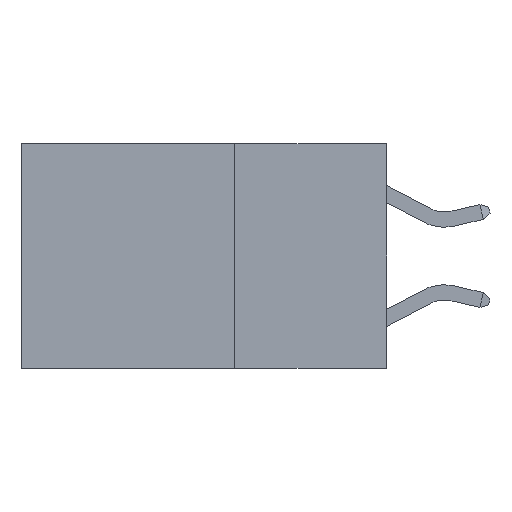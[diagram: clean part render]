
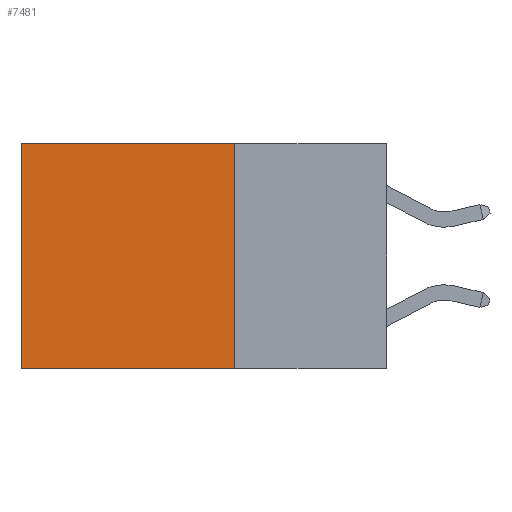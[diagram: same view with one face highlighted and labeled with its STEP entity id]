
A CAD part, left-side view. The second image highlights one B-rep face of the part: STEP entity #7481.
In plain terms, the highlighted planar face has unit normal (-1, 0, 0).
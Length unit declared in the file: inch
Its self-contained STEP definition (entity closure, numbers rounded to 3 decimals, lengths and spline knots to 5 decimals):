
#79 = FACE_OUTER_BOUND ( 'NONE', #4534, .T. ) ;
#160 = VERTEX_POINT ( 'NONE', #5988 ) ;
#682 = ORIENTED_EDGE ( 'NONE', *, *, #8501, .F. ) ;
#781 = ORIENTED_EDGE ( 'NONE', *, *, #7111, .F. ) ;
#856 = CARTESIAN_POINT ( 'NONE',  ( 0.2625, 0.6, -0.37 ) ) ;
#947 = LINE ( 'NONE', #2665, #5888 ) ;
#1159 = VERTEX_POINT ( 'NONE', #8615 ) ;
#1441 = ORIENTED_EDGE ( 'NONE', *, *, #3667, .T. ) ;
#2665 = CARTESIAN_POINT ( 'NONE',  ( 0.2625, 0.6, 0. ) ) ;
#3263 = CARTESIAN_POINT ( 'NONE',  ( 0.2625, 0.25, -0.37 ) ) ;
#3667 = EDGE_CURVE ( 'NONE', #160, #4849, #9451, .T. ) ;
#3978 = DIRECTION ( 'NONE',  ( 1., 0., 0. ) ) ;
#4056 = CARTESIAN_POINT ( 'NONE',  ( 0.2625, 0.25, 0. ) ) ;
#4194 = DIRECTION ( 'NONE',  ( 0., 1., 0. ) ) ;
#4534 = EDGE_LOOP ( 'NONE', ( #8101, #781, #682, #1441 ) ) ;
#4849 = VERTEX_POINT ( 'NONE', #9147 ) ;
#4901 = VECTOR ( 'NONE', #4194, 39.37008 ) ;
#5475 = DIRECTION ( 'NONE',  ( 0., 0., -1. ) ) ;
#5562 = PLANE ( 'NONE',  #6098 ) ;
#5888 = VECTOR ( 'NONE', #6259, 39.37008 ) ;
#5988 = CARTESIAN_POINT ( 'NONE',  ( 0.2625, 0.25, 0. ) ) ;
#6098 = AXIS2_PLACEMENT_3D ( 'NONE', #7222, #3978, #9684 ) ;
#6259 = DIRECTION ( 'NONE',  ( 0., 0., -1. ) ) ;
#6878 = VECTOR ( 'NONE', #9870, 39.37008 ) ;
#7111 = EDGE_CURVE ( 'NONE', #1159, #8138, #8078, .T. ) ;
#7222 = CARTESIAN_POINT ( 'NONE',  ( 0.2625, 0.25, 0. ) ) ;
#7481 = ADVANCED_FACE ( 'NONE', ( #79 ), #5562, .F. ) ;
#7649 = LINE ( 'NONE', #8758, #8301 ) ;
#7809 = EDGE_CURVE ( 'NONE', #4849, #8138, #947, .T. ) ;
#8078 = LINE ( 'NONE', #3263, #4901 ) ;
#8101 = ORIENTED_EDGE ( 'NONE', *, *, #7809, .T. ) ;
#8138 = VERTEX_POINT ( 'NONE', #856 ) ;
#8301 = VECTOR ( 'NONE', #5475, 39.37008 ) ;
#8501 = EDGE_CURVE ( 'NONE', #160, #1159, #7649, .T. ) ;
#8615 = CARTESIAN_POINT ( 'NONE',  ( 0.2625, 0.25, -0.37 ) ) ;
#8758 = CARTESIAN_POINT ( 'NONE',  ( 0.2625, 0.25, 0. ) ) ;
#9147 = CARTESIAN_POINT ( 'NONE',  ( 0.2625, 0.6, 0. ) ) ;
#9451 = LINE ( 'NONE', #4056, #6878 ) ;
#9684 = DIRECTION ( 'NONE',  ( 0., 0., -1. ) ) ;
#9870 = DIRECTION ( 'NONE',  ( 0., 1., 0. ) ) ;
